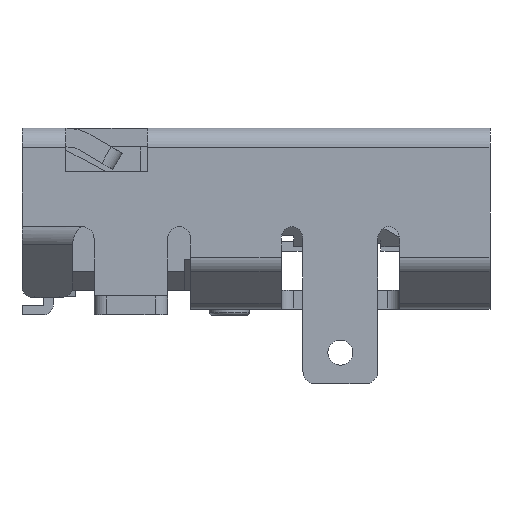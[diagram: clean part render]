
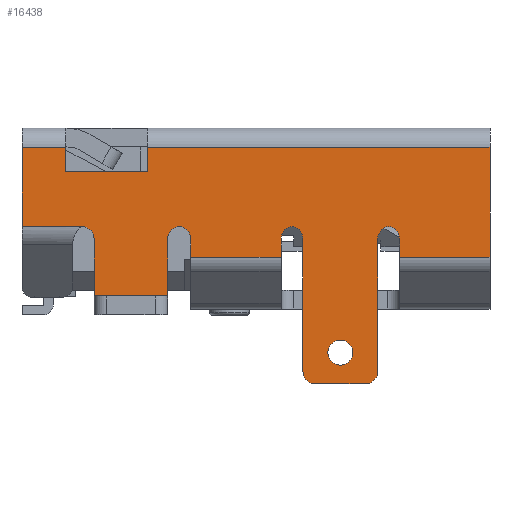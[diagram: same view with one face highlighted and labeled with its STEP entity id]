
A CAD part, left-side view. The second image highlights one B-rep face of the part: STEP entity #16438.
In plain terms, the highlighted planar face has unit normal (-1, 0, 0).
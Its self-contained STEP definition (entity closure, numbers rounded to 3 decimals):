
#198=CIRCLE('',#17303,0.2);
#199=CIRCLE('',#17304,0.2);
#200=CIRCLE('',#17305,0.2);
#201=CIRCLE('',#17306,0.2);
#202=CIRCLE('',#17307,0.2);
#203=CIRCLE('',#17308,0.2);
#204=CIRCLE('',#17309,0.2);
#205=CIRCLE('',#17310,0.2);
#206=CIRCLE('',#17311,0.2);
#207=CIRCLE('',#17312,0.2);
#4050=ORIENTED_EDGE('',*,*,#7083,.T.);
#4051=ORIENTED_EDGE('',*,*,#7084,.T.);
#4052=ORIENTED_EDGE('',*,*,#7085,.T.);
#4053=ORIENTED_EDGE('',*,*,#7075,.T.);
#4054=ORIENTED_EDGE('',*,*,#7086,.T.);
#4055=ORIENTED_EDGE('',*,*,#7087,.T.);
#4056=ORIENTED_EDGE('',*,*,#7088,.F.);
#4057=ORIENTED_EDGE('',*,*,#7089,.F.);
#4058=ORIENTED_EDGE('',*,*,#7090,.T.);
#4059=ORIENTED_EDGE('',*,*,#7091,.T.);
#4060=ORIENTED_EDGE('',*,*,#7092,.T.);
#4061=ORIENTED_EDGE('',*,*,#7093,.T.);
#4062=ORIENTED_EDGE('',*,*,#7094,.T.);
#4063=ORIENTED_EDGE('',*,*,#7095,.T.);
#4064=ORIENTED_EDGE('',*,*,#7096,.T.);
#4065=ORIENTED_EDGE('',*,*,#7097,.T.);
#4066=ORIENTED_EDGE('',*,*,#7098,.T.);
#4067=ORIENTED_EDGE('',*,*,#7099,.T.);
#4068=ORIENTED_EDGE('',*,*,#7100,.T.);
#4069=ORIENTED_EDGE('',*,*,#7101,.F.);
#4070=ORIENTED_EDGE('',*,*,#7102,.F.);
#4071=ORIENTED_EDGE('',*,*,#7103,.T.);
#4072=ORIENTED_EDGE('',*,*,#7104,.F.);
#4073=ORIENTED_EDGE('',*,*,#7105,.T.);
#4074=ORIENTED_EDGE('',*,*,#7106,.T.);
#4075=ORIENTED_EDGE('',*,*,#7107,.T.);
#4076=ORIENTED_EDGE('',*,*,#7108,.T.);
#4077=ORIENTED_EDGE('',*,*,#7109,.T.);
#4078=ORIENTED_EDGE('',*,*,#7110,.T.);
#7075=EDGE_CURVE('',#8851,#8852,#11022,.T.);
#7083=EDGE_CURVE('',#8859,#8859,#198,.T.);
#7084=EDGE_CURVE('',#8860,#8861,#11028,.T.);
#7085=EDGE_CURVE('',#8861,#8851,#11029,.T.);
#7086=EDGE_CURVE('',#8852,#8862,#199,.T.);
#7087=EDGE_CURVE('',#8862,#8863,#200,.T.);
#7088=EDGE_CURVE('',#8864,#8863,#11030,.T.);
#7089=EDGE_CURVE('',#8865,#8864,#11031,.T.);
#7090=EDGE_CURVE('',#8865,#8866,#11032,.T.);
#7091=EDGE_CURVE('',#8866,#8867,#201,.T.);
#7092=EDGE_CURVE('',#8867,#8868,#202,.T.);
#7093=EDGE_CURVE('',#8868,#8869,#11033,.T.);
#7094=EDGE_CURVE('',#8869,#8870,#203,.F.);
#7095=EDGE_CURVE('',#8870,#8871,#11034,.T.);
#7096=EDGE_CURVE('',#8871,#8872,#204,.F.);
#7097=EDGE_CURVE('',#8872,#8873,#11035,.T.);
#7098=EDGE_CURVE('',#8873,#8874,#205,.T.);
#7099=EDGE_CURVE('',#8874,#8875,#206,.T.);
#7100=EDGE_CURVE('',#8875,#8876,#11036,.T.);
#7101=EDGE_CURVE('',#8877,#8876,#11037,.T.);
#7102=EDGE_CURVE('',#8878,#8877,#11038,.T.);
#7103=EDGE_CURVE('',#8878,#8879,#11039,.T.);
#7104=EDGE_CURVE('',#8880,#8879,#11040,.T.);
#7105=EDGE_CURVE('',#8880,#8881,#11041,.T.);
#7106=EDGE_CURVE('',#8881,#8882,#11042,.T.);
#7107=EDGE_CURVE('',#8882,#8883,#11043,.T.);
#7108=EDGE_CURVE('',#8883,#8884,#11044,.T.);
#7109=EDGE_CURVE('',#8884,#8885,#11045,.T.);
#7110=EDGE_CURVE('',#8885,#8860,#207,.T.);
#8851=VERTEX_POINT('',#25442);
#8852=VERTEX_POINT('',#25443);
#8859=VERTEX_POINT('',#25459);
#8860=VERTEX_POINT('',#25461);
#8861=VERTEX_POINT('',#25462);
#8862=VERTEX_POINT('',#25465);
#8863=VERTEX_POINT('',#25467);
#8864=VERTEX_POINT('',#25469);
#8865=VERTEX_POINT('',#25471);
#8866=VERTEX_POINT('',#25473);
#8867=VERTEX_POINT('',#25475);
#8868=VERTEX_POINT('',#25477);
#8869=VERTEX_POINT('',#25479);
#8870=VERTEX_POINT('',#25481);
#8871=VERTEX_POINT('',#25483);
#8872=VERTEX_POINT('',#25485);
#8873=VERTEX_POINT('',#25487);
#8874=VERTEX_POINT('',#25489);
#8875=VERTEX_POINT('',#25491);
#8876=VERTEX_POINT('',#25493);
#8877=VERTEX_POINT('',#25495);
#8878=VERTEX_POINT('',#25497);
#8879=VERTEX_POINT('',#25499);
#8880=VERTEX_POINT('',#25501);
#8881=VERTEX_POINT('',#25503);
#8882=VERTEX_POINT('',#25505);
#8883=VERTEX_POINT('',#25507);
#8884=VERTEX_POINT('',#25509);
#8885=VERTEX_POINT('',#25511);
#11022=LINE('',#25441,#13181);
#11028=LINE('',#25460,#13187);
#11029=LINE('',#25463,#13188);
#11030=LINE('',#25468,#13189);
#11031=LINE('',#25470,#13190);
#11032=LINE('',#25472,#13191);
#11033=LINE('',#25478,#13192);
#11034=LINE('',#25482,#13193);
#11035=LINE('',#25486,#13194);
#11036=LINE('',#25492,#13195);
#11037=LINE('',#25494,#13196);
#11038=LINE('',#25496,#13197);
#11039=LINE('',#25498,#13198);
#11040=LINE('',#25500,#13199);
#11041=LINE('',#25502,#13200);
#11042=LINE('',#25504,#13201);
#11043=LINE('',#25506,#13202);
#11044=LINE('',#25508,#13203);
#11045=LINE('',#25510,#13204);
#13181=VECTOR('',#20669,1000.);
#13187=VECTOR('',#20683,1000.);
#13188=VECTOR('',#20684,1000.);
#13189=VECTOR('',#20689,1000.);
#13190=VECTOR('',#20690,1000.);
#13191=VECTOR('',#20691,1000.);
#13192=VECTOR('',#20696,1000.);
#13193=VECTOR('',#20699,1000.);
#13194=VECTOR('',#20702,1000.);
#13195=VECTOR('',#20707,1000.);
#13196=VECTOR('',#20708,1000.);
#13197=VECTOR('',#20709,1000.);
#13198=VECTOR('',#20710,1000.);
#13199=VECTOR('',#20711,1000.);
#13200=VECTOR('',#20712,1000.);
#13201=VECTOR('',#20713,1000.);
#13202=VECTOR('',#20714,1000.);
#13203=VECTOR('',#20715,1000.);
#13204=VECTOR('',#20716,1000.);
#14183=EDGE_LOOP('',(#4050));
#14184=EDGE_LOOP('',(#4051,#4052,#4053,#4054,#4055,#4056,#4057,#4058,#4059,
#4060,#4061,#4062,#4063,#4064,#4065,#4066,#4067,#4068,#4069,#4070,#4071,
#4072,#4073,#4074,#4075,#4076,#4077,#4078));
#15014=FACE_BOUND('',#14183,.T.);
#15015=FACE_BOUND('',#14184,.T.);
#15788=PLANE('',#17302);
#16438=ADVANCED_FACE('',(#15014,#15015),#15788,.F.);
#17302=AXIS2_PLACEMENT_3D('',#25457,#20679,#20680);
#17303=AXIS2_PLACEMENT_3D('',#25458,#20681,#20682);
#17304=AXIS2_PLACEMENT_3D('',#25464,#20685,#20686);
#17305=AXIS2_PLACEMENT_3D('',#25466,#20687,#20688);
#17306=AXIS2_PLACEMENT_3D('',#25474,#20692,#20693);
#17307=AXIS2_PLACEMENT_3D('',#25476,#20694,#20695);
#17308=AXIS2_PLACEMENT_3D('',#25480,#20697,#20698);
#17309=AXIS2_PLACEMENT_3D('',#25484,#20700,#20701);
#17310=AXIS2_PLACEMENT_3D('',#25488,#20703,#20704);
#17311=AXIS2_PLACEMENT_3D('',#25490,#20705,#20706);
#17312=AXIS2_PLACEMENT_3D('',#25512,#20717,#20718);
#20669=DIRECTION('',(0.,0.,1.));
#20679=DIRECTION('',(1.,0.,0.));
#20680=DIRECTION('',(0.,0.,-1.));
#20681=DIRECTION('',(1.,0.,0.));
#20682=DIRECTION('',(0.,1.,0.));
#20683=DIRECTION('',(0.,0.,-1.));
#20684=DIRECTION('',(0.,-1.,0.));
#20685=DIRECTION('',(1.,0.,0.));
#20686=DIRECTION('',(0.,0.,-1.));
#20687=DIRECTION('',(1.,0.,0.));
#20688=DIRECTION('',(0.,0.,-1.));
#20689=DIRECTION('',(0.,0.,1.));
#20690=DIRECTION('',(0.,1.,0.));
#20691=DIRECTION('',(0.,0.,1.));
#20692=DIRECTION('',(1.,0.,0.));
#20693=DIRECTION('',(0.,0.,-1.));
#20694=DIRECTION('',(1.,0.,0.));
#20695=DIRECTION('',(0.,0.,-1.));
#20696=DIRECTION('',(0.,0.,-1.));
#20697=DIRECTION('',(1.,0.,0.));
#20698=DIRECTION('',(0.,0.,-1.));
#20699=DIRECTION('',(0.,-1.,0.));
#20700=DIRECTION('',(1.,0.,0.));
#20701=DIRECTION('',(0.,0.,-1.));
#20702=DIRECTION('',(0.,0.,1.));
#20703=DIRECTION('',(1.,0.,0.));
#20704=DIRECTION('',(0.,0.,-1.));
#20705=DIRECTION('',(1.,0.,0.));
#20706=DIRECTION('',(0.,0.,-1.));
#20707=DIRECTION('',(0.,0.,-1.));
#20708=DIRECTION('',(0.,1.,0.));
#20709=DIRECTION('',(0.,0.,-1.));
#20710=DIRECTION('',(0.,1.,0.));
#20711=DIRECTION('',(0.,0.,1.));
#20712=DIRECTION('',(0.,1.,0.));
#20713=DIRECTION('',(0.,0.,1.));
#20714=DIRECTION('',(0.,1.,0.));
#20715=DIRECTION('',(0.,0.,-1.));
#20716=DIRECTION('',(0.,-1.,0.));
#20717=DIRECTION('',(1.,0.,0.));
#20718=DIRECTION('',(0.,0.,-1.));
#25441=CARTESIAN_POINT('',(-3.25,5.17,-2.65));
#25442=CARTESIAN_POINT('',(-3.25,5.17,-1.23));
#25443=CARTESIAN_POINT('',(-3.25,5.17,-0.325));
#25457=CARTESIAN_POINT('',(-3.25,0.,-0.75));
#25458=CARTESIAN_POINT('',(-3.25,2.4,-2.15));
#25459=CARTESIAN_POINT('',(-3.25,2.6,-2.15));
#25460=CARTESIAN_POINT('',(-3.25,6.35,-0.125));
#25461=CARTESIAN_POINT('',(-3.25,6.35,-0.325));
#25462=CARTESIAN_POINT('',(-3.25,6.35,-1.23));
#25463=CARTESIAN_POINT('',(-3.25,6.35,-1.23));
#25464=CARTESIAN_POINT('',(-3.25,4.97,-0.325));
#25465=CARTESIAN_POINT('',(-3.25,4.985,-0.126));
#25466=CARTESIAN_POINT('',(-3.25,5.,-0.325));
#25467=CARTESIAN_POINT('',(-3.25,4.8,-0.325));
#25468=CARTESIAN_POINT('',(-3.25,4.8,-0.75));
#25469=CARTESIAN_POINT('',(-3.25,4.8,-0.622));
#25470=CARTESIAN_POINT('',(-3.25,0.,-0.622));
#25471=CARTESIAN_POINT('',(-3.25,3.35,-0.622));
#25472=CARTESIAN_POINT('',(-3.25,3.35,-1.45));
#25473=CARTESIAN_POINT('',(-3.25,3.35,-0.325));
#25474=CARTESIAN_POINT('',(-3.25,3.15,-0.325));
#25475=CARTESIAN_POINT('',(-3.25,3.175,-0.127));
#25476=CARTESIAN_POINT('',(-3.25,3.2,-0.325));
#25477=CARTESIAN_POINT('',(-3.25,3.,-0.325));
#25478=CARTESIAN_POINT('',(-3.25,3.,-0.125));
#25479=CARTESIAN_POINT('',(-3.25,3.,-2.45));
#25480=CARTESIAN_POINT('',(-3.25,2.8,-2.45));
#25481=CARTESIAN_POINT('',(-3.25,2.8,-2.65));
#25482=CARTESIAN_POINT('',(-3.25,3.,-2.65));
#25483=CARTESIAN_POINT('',(-3.25,2.,-2.65));
#25484=CARTESIAN_POINT('',(-3.25,2.,-2.45));
#25485=CARTESIAN_POINT('',(-3.25,1.8,-2.45));
#25486=CARTESIAN_POINT('',(-3.25,1.8,-2.65));
#25487=CARTESIAN_POINT('',(-3.25,1.8,-0.325));
#25488=CARTESIAN_POINT('',(-3.25,1.6,-0.325));
#25489=CARTESIAN_POINT('',(-3.25,1.625,-0.127));
#25490=CARTESIAN_POINT('',(-3.25,1.65,-0.325));
#25491=CARTESIAN_POINT('',(-3.25,1.45,-0.325));
#25492=CARTESIAN_POINT('',(-3.25,1.45,-0.125));
#25493=CARTESIAN_POINT('',(-3.25,1.45,-0.622));
#25494=CARTESIAN_POINT('',(-3.25,0.,-0.622));
#25495=CARTESIAN_POINT('',(-3.25,0.,-0.622));
#25496=CARTESIAN_POINT('',(-3.25,0.,-0.75));
#25497=CARTESIAN_POINT('',(-3.25,0.,1.14));
#25498=CARTESIAN_POINT('',(-3.25,0.,1.14));
#25499=CARTESIAN_POINT('',(-3.25,5.5,1.14));
#25500=CARTESIAN_POINT('',(-3.25,5.5,0.75));
#25501=CARTESIAN_POINT('',(-3.25,5.5,0.75));
#25502=CARTESIAN_POINT('',(-3.25,5.5,0.75));
#25503=CARTESIAN_POINT('',(-3.25,6.8,0.75));
#25504=CARTESIAN_POINT('',(-3.25,6.8,0.75));
#25505=CARTESIAN_POINT('',(-3.25,6.8,1.14));
#25506=CARTESIAN_POINT('',(-3.25,0.,1.14));
#25507=CARTESIAN_POINT('',(-3.25,7.5,1.14));
#25508=CARTESIAN_POINT('',(-3.25,7.5,-0.75));
#25509=CARTESIAN_POINT('',(-3.25,7.5,-0.125));
#25510=CARTESIAN_POINT('',(-3.25,7.5,-0.125));
#25511=CARTESIAN_POINT('',(-3.25,6.55,-0.125));
#25512=CARTESIAN_POINT('',(-3.25,6.55,-0.325));
